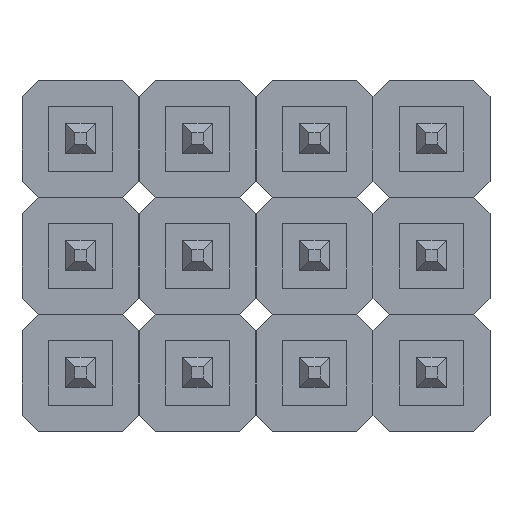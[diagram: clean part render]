
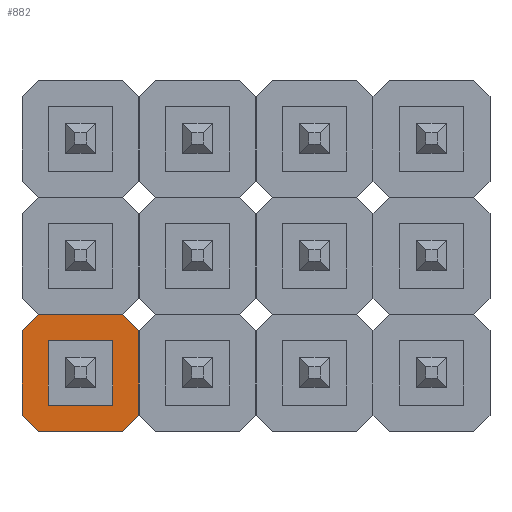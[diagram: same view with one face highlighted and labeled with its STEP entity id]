
A CAD part, top view. The second image highlights one B-rep face of the part: STEP entity #882.
In plain terms, the highlighted planar face has unit normal (0, 0, 1).
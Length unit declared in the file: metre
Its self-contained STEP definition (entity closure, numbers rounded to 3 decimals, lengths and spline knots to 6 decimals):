
#272=ORIENTED_EDGE('',*,*,#420,.T.);
#273=ORIENTED_EDGE('',*,*,#421,.T.);
#274=ORIENTED_EDGE('',*,*,#422,.T.);
#275=ORIENTED_EDGE('',*,*,#423,.T.);
#276=ORIENTED_EDGE('',*,*,#424,.F.);
#277=ORIENTED_EDGE('',*,*,#425,.T.);
#278=ORIENTED_EDGE('',*,*,#426,.F.);
#279=ORIENTED_EDGE('',*,*,#427,.T.);
#280=ORIENTED_EDGE('',*,*,#428,.F.);
#281=ORIENTED_EDGE('',*,*,#429,.F.);
#282=ORIENTED_EDGE('',*,*,#430,.T.);
#283=ORIENTED_EDGE('',*,*,#431,.T.);
#420=EDGE_CURVE('',#500,#501,#584,.T.);
#421=EDGE_CURVE('',#501,#502,#585,.F.);
#422=EDGE_CURVE('',#502,#503,#586,.T.);
#423=EDGE_CURVE('',#503,#504,#587,.T.);
#424=EDGE_CURVE('',#505,#504,#588,.T.);
#425=EDGE_CURVE('',#505,#506,#589,.F.);
#426=EDGE_CURVE('',#507,#506,#590,.T.);
#427=EDGE_CURVE('',#507,#500,#591,.T.);
#428=EDGE_CURVE('',#508,#509,#592,.T.);
#429=EDGE_CURVE('',#510,#508,#593,.T.);
#430=EDGE_CURVE('',#510,#511,#594,.T.);
#431=EDGE_CURVE('',#511,#509,#595,.T.);
#500=VERTEX_POINT('',#1439);
#501=VERTEX_POINT('',#1440);
#502=VERTEX_POINT('',#1442);
#503=VERTEX_POINT('',#1444);
#504=VERTEX_POINT('',#1446);
#505=VERTEX_POINT('',#1448);
#506=VERTEX_POINT('',#1450);
#507=VERTEX_POINT('',#1452);
#508=VERTEX_POINT('',#1455);
#509=VERTEX_POINT('',#1456);
#510=VERTEX_POINT('',#1458);
#511=VERTEX_POINT('',#1460);
#584=LINE('',#1438,#684);
#585=LINE('',#1441,#685);
#586=LINE('',#1443,#686);
#587=LINE('',#1445,#687);
#588=LINE('',#1447,#688);
#589=LINE('',#1449,#689);
#590=LINE('',#1451,#690);
#591=LINE('',#1453,#691);
#592=LINE('',#1454,#692);
#593=LINE('',#1457,#693);
#594=LINE('',#1459,#694);
#595=LINE('',#1461,#695);
#684=VECTOR('',#1174,1.);
#685=VECTOR('',#1175,1.);
#686=VECTOR('',#1176,1.);
#687=VECTOR('',#1177,1.);
#688=VECTOR('',#1178,1.);
#689=VECTOR('',#1179,1.);
#690=VECTOR('',#1180,1.);
#691=VECTOR('',#1181,1.);
#692=VECTOR('',#1182,1.);
#693=VECTOR('',#1183,1.);
#694=VECTOR('',#1184,1.);
#695=VECTOR('',#1185,1.);
#755=EDGE_LOOP('',(#272,#273,#274,#275,#276,#277,#278,#279));
#756=EDGE_LOOP('',(#280,#281,#282,#283));
#799=FACE_BOUND('',#755,.T.);
#800=FACE_BOUND('',#756,.T.);
#841=PLANE('',#1011);
#882=ADVANCED_FACE('',(#799,#800),#841,.T.);
#1011=AXIS2_PLACEMENT_3D('',#1437,#1172,#1173);
#1172=DIRECTION('',(0.,0.,1.));
#1173=DIRECTION('',(1.,0.,0.));
#1174=DIRECTION('',(-1.,0.,0.));
#1175=DIRECTION('',(0.707,0.707,0.));
#1176=DIRECTION('',(0.,-1.,0.));
#1177=DIRECTION('',(0.707,-0.707,0.));
#1178=DIRECTION('',(-1.,0.,0.));
#1179=DIRECTION('',(-0.707,-0.707,0.));
#1180=DIRECTION('',(0.,-1.,0.));
#1181=DIRECTION('',(-0.707,0.707,0.));
#1182=DIRECTION('',(-1.,0.,0.));
#1183=DIRECTION('',(0.,1.,0.));
#1184=DIRECTION('',(-1.,0.,0.));
#1185=DIRECTION('',(0.,1.,0.));
#1437=CARTESIAN_POINT('',(0.,0.,0.00245));
#1438=CARTESIAN_POINT('',(0.,0.00127,0.00245));
#1439=CARTESIAN_POINT('',(0.00092,0.00127,0.00245));
#1440=CARTESIAN_POINT('',(-0.00092,0.00127,0.00245));
#1441=CARTESIAN_POINT('',(-0.001095,0.001095,0.00245));
#1442=CARTESIAN_POINT('',(-0.00127,0.00092,0.00245));
#1443=CARTESIAN_POINT('',(-0.00127,0.,0.00245));
#1444=CARTESIAN_POINT('',(-0.00127,-0.00092,0.00245));
#1445=CARTESIAN_POINT('',(-0.001095,-0.001095,0.00245));
#1446=CARTESIAN_POINT('',(-0.00092,-0.00127,0.00245));
#1447=CARTESIAN_POINT('',(0.,-0.00127,0.00245));
#1448=CARTESIAN_POINT('',(0.00092,-0.00127,0.00245));
#1449=CARTESIAN_POINT('',(0.001095,-0.001095,0.00245));
#1450=CARTESIAN_POINT('',(0.00127,-0.00092,0.00245));
#1451=CARTESIAN_POINT('',(0.00127,0.,0.00245));
#1452=CARTESIAN_POINT('',(0.00127,0.00092,0.00245));
#1453=CARTESIAN_POINT('',(0.001095,0.001095,0.00245));
#1454=CARTESIAN_POINT('',(0.,0.0007,0.00245));
#1455=CARTESIAN_POINT('',(0.0007,0.0007,0.00245));
#1456=CARTESIAN_POINT('',(-0.0007,0.0007,0.00245));
#1457=CARTESIAN_POINT('',(0.0007,0.,0.00245));
#1458=CARTESIAN_POINT('',(0.0007,-0.0007,0.00245));
#1459=CARTESIAN_POINT('',(0.,-0.0007,0.00245));
#1460=CARTESIAN_POINT('',(-0.0007,-0.0007,0.00245));
#1461=CARTESIAN_POINT('',(-0.0007,0.,0.00245));
